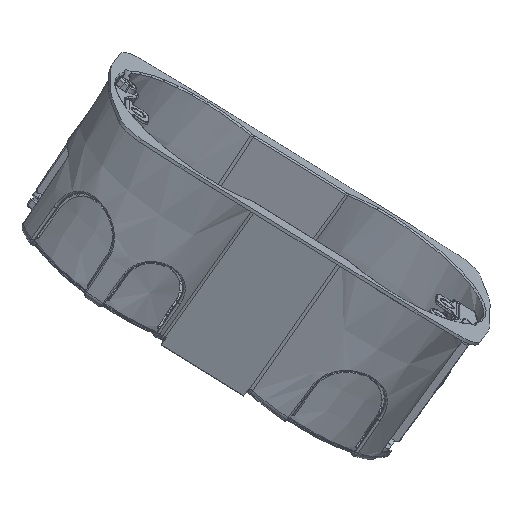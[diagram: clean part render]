
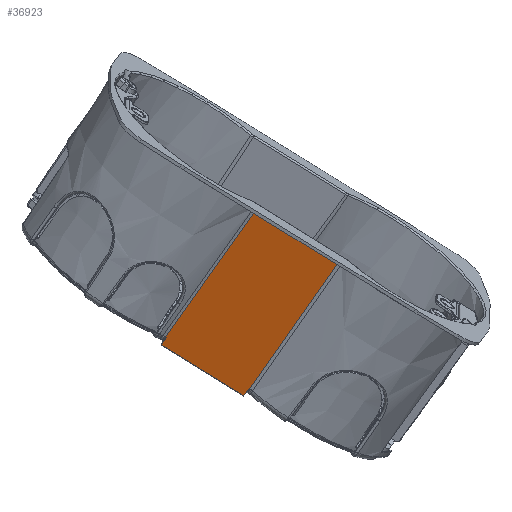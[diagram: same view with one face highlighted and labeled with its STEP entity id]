
A CAD part, front view. The second image highlights one B-rep face of the part: STEP entity #36923.
In plain terms, the highlighted face is planar.
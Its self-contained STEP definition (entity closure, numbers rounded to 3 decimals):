
#24663=CARTESIAN_POINT('Control Point',(-14.559,-29.376,48.207)) ;
#24664=CARTESIAN_POINT('Control Point',(-14.603,-29.21,38.714)) ;
#24665=CARTESIAN_POINT('Control Point',(-14.647,-29.044,29.22)) ;
#24666=CARTESIAN_POINT('Control Point',(-14.692,-28.879,19.727)) ;
#24667=CARTESIAN_POINT('Control Point',(-14.737,-28.711,10.119)) ;
#24668=CARTESIAN_POINT('Control Point',(-14.782,-28.543,0.51)) ;
#24669=CARTESIAN_POINT('Control Point',(-14.782,-28.541,0.395)) ;
#24670=CARTESIAN_POINT('Control Point',(-14.783,-28.539,0.28)) ;
#24671=CARTESIAN_POINT('Control Point',(-14.783,-28.537,0.165)) ;
#24672=CARTESIAN_POINT('Vertex',(-14.783,-28.537,0.165)) ;
#24674=CARTESIAN_POINT('Vertex',(-14.559,-29.376,48.207)) ;
#29028=CARTESIAN_POINT('Control Point',(14.783,-28.537,0.165)) ;
#29029=CARTESIAN_POINT('Control Point',(14.738,-28.705,9.773)) ;
#29030=CARTESIAN_POINT('Control Point',(14.693,-28.873,19.382)) ;
#29031=CARTESIAN_POINT('Control Point',(14.648,-29.04,28.99)) ;
#29032=CARTESIAN_POINT('Control Point',(14.604,-29.208,38.599)) ;
#29033=CARTESIAN_POINT('Control Point',(14.559,-29.376,48.207)) ;
#29034=CARTESIAN_POINT('Vertex',(14.559,-29.376,48.207)) ;
#29036=CARTESIAN_POINT('Vertex',(14.783,-28.537,0.165)) ;
#30948=CARTESIAN_POINT('Line Origine',(-33.408,-29.376,48.207)) ;
#36875=CARTESIAN_POINT('Axis2P3D Location',(0.,-28.503,-1.8)) ;
#36880=CARTESIAN_POINT('Line Origine',(-14.676,-28.537,0.165)) ;
#36884=CARTESIAN_POINT('Vertex',(-14.569,-28.537,0.165)) ;
#36887=CARTESIAN_POINT('Line Origine',(-14.519,-28.513,-1.244)) ;
#36891=CARTESIAN_POINT('Vertex',(-14.47,-28.488,-2.653)) ;
#36894=CARTESIAN_POINT('Line Origine',(0.,-28.488,-2.653)) ;
#36898=CARTESIAN_POINT('Vertex',(14.47,-28.488,-2.653)) ;
#36901=CARTESIAN_POINT('Line Origine',(14.519,-28.513,-1.244)) ;
#36905=CARTESIAN_POINT('Vertex',(14.569,-28.537,0.165)) ;
#36908=CARTESIAN_POINT('Line Origine',(14.676,-28.537,0.165)) ;
#30949=DIRECTION('Vector Direction',(-1.,0.,0.)) ;
#36876=DIRECTION('Axis2P3D Direction',(-0.,-1.,-0.017)) ;
#36877=DIRECTION('Axis2P3D XDirection',(0.,-0.017,1.)) ;
#36881=DIRECTION('Vector Direction',(1.,0.,0.)) ;
#36888=DIRECTION('Vector Direction',(0.035,0.017,-0.999)) ;
#36895=DIRECTION('Vector Direction',(1.,0.,0.)) ;
#36902=DIRECTION('Vector Direction',(-0.035,0.017,-0.999)) ;
#36909=DIRECTION('Vector Direction',(1.,0.,0.)) ;
#36878=AXIS2_PLACEMENT_3D('Plane Axis2P3D',#36875,#36876,#36877) ;
#36914=ORIENTED_EDGE('',*,*,#30952,.T.) ;
#36915=ORIENTED_EDGE('',*,*,#24676,.F.) ;
#36916=ORIENTED_EDGE('',*,*,#36886,.T.) ;
#36917=ORIENTED_EDGE('',*,*,#36893,.T.) ;
#36918=ORIENTED_EDGE('',*,*,#36900,.T.) ;
#36919=ORIENTED_EDGE('',*,*,#36907,.T.) ;
#36920=ORIENTED_EDGE('',*,*,#36912,.T.) ;
#36921=ORIENTED_EDGE('',*,*,#29038,.F.) ;
#30950=VECTOR('Line Direction',#30949,1.) ;
#36882=VECTOR('Line Direction',#36881,1.) ;
#36889=VECTOR('Line Direction',#36888,1.) ;
#36896=VECTOR('Line Direction',#36895,1.) ;
#36903=VECTOR('Line Direction',#36902,1.) ;
#36910=VECTOR('Line Direction',#36909,1.) ;
#36923=ADVANCED_FACE('PartBody',(#36922),#36879,.T.) ;
#24662=B_SPLINE_CURVE_WITH_KNOTS('',5,(#24663,#24664,#24665,#24666,#24667,#24668,#24669,#24670,#24671),.UNSPECIFIED.,.F.,.U.,(6,3,6),(14.388,81.527,82.34),.UNSPECIFIED.) ;
#29027=B_SPLINE_CURVE_WITH_KNOTS('',5,(#29028,#29029,#29030,#29031,#29032,#29033),.UNSPECIFIED.,.F.,.U.,(6,6),(18.373,86.326),.UNSPECIFIED.) ;
#24676=EDGE_CURVE('',#24673,#24675,#24662,.F.) ;
#29038=EDGE_CURVE('',#29035,#29037,#29027,.F.) ;
#30952=EDGE_CURVE('',#29035,#24675,#30951,.T.) ;
#36886=EDGE_CURVE('',#24673,#36885,#36883,.T.) ;
#36893=EDGE_CURVE('',#36885,#36892,#36890,.T.) ;
#36900=EDGE_CURVE('',#36892,#36899,#36897,.T.) ;
#36907=EDGE_CURVE('',#36899,#36906,#36904,.F.) ;
#36912=EDGE_CURVE('',#36906,#29037,#36911,.T.) ;
#36913=EDGE_LOOP('',(#36914,#36915,#36916,#36917,#36918,#36919,#36920,#36921)) ;
#36922=FACE_OUTER_BOUND('',#36913,.T.) ;
#30951=LINE('Line',#30948,#30950) ;
#36883=LINE('Line',#36880,#36882) ;
#36890=LINE('Line',#36887,#36889) ;
#36897=LINE('Line',#36894,#36896) ;
#36904=LINE('Line',#36901,#36903) ;
#36911=LINE('Line',#36908,#36910) ;
#36879=PLANE('',#36878) ;
#24673=VERTEX_POINT('',#24672) ;
#24675=VERTEX_POINT('',#24674) ;
#29035=VERTEX_POINT('',#29034) ;
#29037=VERTEX_POINT('',#29036) ;
#36885=VERTEX_POINT('',#36884) ;
#36892=VERTEX_POINT('',#36891) ;
#36899=VERTEX_POINT('',#36898) ;
#36906=VERTEX_POINT('',#36905) ;
